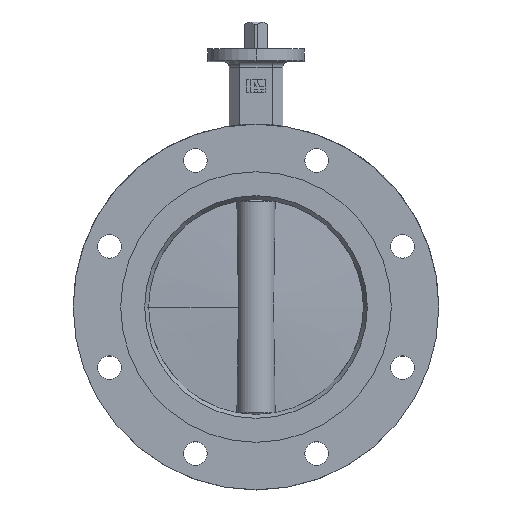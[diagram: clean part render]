
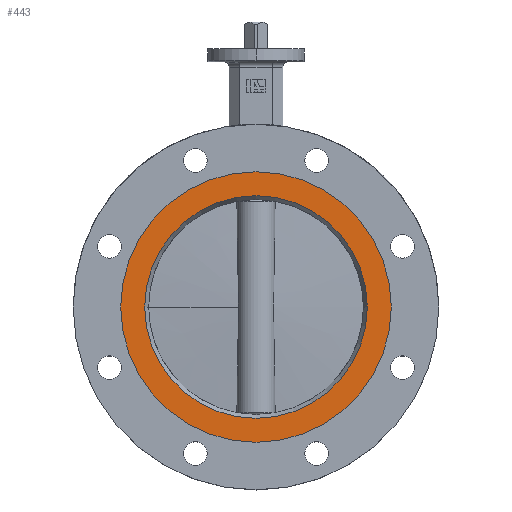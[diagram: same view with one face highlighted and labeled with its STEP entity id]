
A CAD part, top view. The second image highlights one B-rep face of the part: STEP entity #443.
In plain terms, the highlighted planar face has unit normal (0, 0, 1).
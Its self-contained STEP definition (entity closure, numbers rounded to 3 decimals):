
#200 = CARTESIAN_POINT ( 'NONE',  ( 0., 0., 30. ) ) ;
#218 = DIRECTION ( 'NONE',  ( 0., 0., 1. ) ) ;
#219 = CARTESIAN_POINT ( 'NONE',  ( 0., 0., 30. ) ) ;
#221 = DIRECTION ( 'NONE',  ( 1., 0., 0. ) ) ;
#227 = DIRECTION ( 'NONE',  ( 0., 0., -1. ) ) ;
#228 = DIRECTION ( 'NONE',  ( 1., 0., 0. ) ) ;
#233 = DIRECTION ( 'NONE',  ( 1., 0., 0. ) ) ;
#234 = DIRECTION ( 'NONE',  ( 1., 0., 0. ) ) ;
#235 = DIRECTION ( 'NONE',  ( 0., 0., -1. ) ) ;
#254 = CARTESIAN_POINT ( 'NONE',  ( 0., 0., 30. ) ) ;
#274 = DIRECTION ( 'NONE',  ( 0., 0., 1. ) ) ;
#276 = CARTESIAN_POINT ( 'NONE',  ( 0., 0., 30. ) ) ;
#443 = ADVANCED_FACE ( 'NONE', ( #4690, #4694 ), #5626, .T. ) ;
#537 = EDGE_CURVE ( 'NONE', #4388, #4386, #4802, .T. ) ;
#555 = EDGE_CURVE ( 'NONE', #4386, #4388, #4824, .T. ) ;
#556 = EDGE_CURVE ( 'NONE', #4378, #4377, #4826, .T. ) ;
#558 = EDGE_CURVE ( 'NONE', #4377, #4378, #4828, .T. ) ;
#3462 = AXIS2_PLACEMENT_3D ( 'NONE', #5624, #5659, #5633 ) ;
#3468 = AXIS2_PLACEMENT_3D ( 'NONE', #254, #235, #234 ) ;
#3483 = AXIS2_PLACEMENT_3D ( 'NONE', #200, #227, #228 ) ;
#3485 = AXIS2_PLACEMENT_3D ( 'NONE', #219, #218, #221 ) ;
#3487 = AXIS2_PLACEMENT_3D ( 'NONE', #276, #274, #233 ) ;
#3955 = ORIENTED_EDGE ( 'NONE', *, *, #555, .T. ) ;
#3956 = ORIENTED_EDGE ( 'NONE', *, *, #558, .T. ) ;
#3957 = ORIENTED_EDGE ( 'NONE', *, *, #556, .T. ) ;
#3960 = ORIENTED_EDGE ( 'NONE', *, *, #537, .T. ) ;
#4377 = VERTEX_POINT ( 'NONE', #5417 ) ;
#4378 = VERTEX_POINT ( 'NONE', #5418 ) ;
#4386 = VERTEX_POINT ( 'NONE', #5426 ) ;
#4388 = VERTEX_POINT ( 'NONE', #5428 ) ;
#4495 = EDGE_LOOP ( 'NONE', ( #3960, #3955 ) ) ;
#4611 = EDGE_LOOP ( 'NONE', ( #3956, #3957 ) ) ;
#4690 = FACE_BOUND ( 'NONE', #4495, .T. ) ;
#4694 = FACE_OUTER_BOUND ( 'NONE', #4611, .T. ) ;
#4802 = CIRCLE ( 'NONE', #3468, 103.464 ) ;
#4824 = CIRCLE ( 'NONE', #3483, 103.464 ) ;
#4826 = CIRCLE ( 'NONE', #3485, 125.75 ) ;
#4828 = CIRCLE ( 'NONE', #3487, 125.75 ) ;
#5417 = CARTESIAN_POINT ( 'NONE',  ( -125.75, 0., 30. ) ) ;
#5418 = CARTESIAN_POINT ( 'NONE',  ( 125.75, 0., 30. ) ) ;
#5426 = CARTESIAN_POINT ( 'NONE',  ( -103.464, 0., 30. ) ) ;
#5428 = CARTESIAN_POINT ( 'NONE',  ( 103.464, 0., 30. ) ) ;
#5624 = CARTESIAN_POINT ( 'NONE',  ( 0., 0., 30. ) ) ;
#5626 = PLANE ( 'NONE',  #3462 ) ;
#5633 = DIRECTION ( 'NONE',  ( 1., 0., 0. ) ) ;
#5659 = DIRECTION ( 'NONE',  ( 0., 0., 1. ) ) ;
